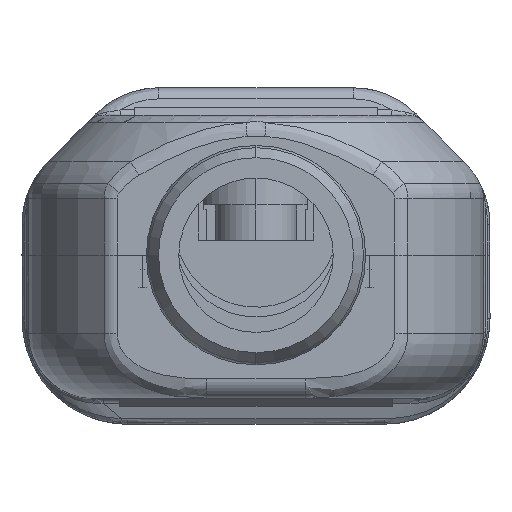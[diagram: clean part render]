
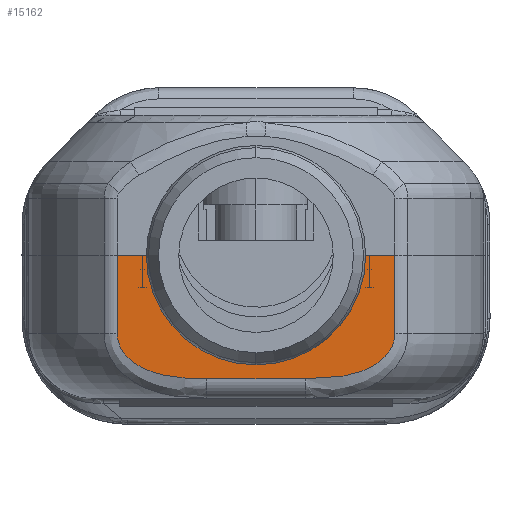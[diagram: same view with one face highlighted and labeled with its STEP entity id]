
A CAD part, left-side view. The second image highlights one B-rep face of the part: STEP entity #15162.
In plain terms, the highlighted planar face has unit normal (-1, 0, 0).
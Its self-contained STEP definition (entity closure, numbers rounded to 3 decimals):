
#15023 = EDGE_CURVE ( 'NONE', #15033, #17013, #28901, .T. ) ;
#15030 = ORIENTED_EDGE ( 'NONE', *, *, #15031, .T. ) ;
#15031 = EDGE_CURVE ( 'NONE', #15035, #15033, #29038, .T. ) ;
#15033 = VERTEX_POINT ( 'NONE', #29037 ) ;
#15035 = VERTEX_POINT ( 'NONE', #28316 ) ;
#15116 = ORIENTED_EDGE ( 'NONE', *, *, #15023, .T. ) ;
#15117 = ORIENTED_EDGE ( 'NONE', *, *, #17017, .T. ) ;
#15118 = ORIENTED_EDGE ( 'NONE', *, *, #15120, .F. ) ;
#15120 = EDGE_CURVE ( 'NONE', #16789, #17032, #29479, .T. ) ;
#15130 = ORIENTED_EDGE ( 'NONE', *, *, #16661, .T. ) ;
#15154 = ORIENTED_EDGE ( 'NONE', *, *, #15156, .T. ) ;
#15156 = EDGE_CURVE ( 'NONE', #15158, #15035, #29814, .T. ) ;
#15157 = EDGE_CURVE ( 'NONE', #15161, #15158, #29915, .T. ) ;
#15158 = VERTEX_POINT ( 'NONE', #29914 ) ;
#15159 = ORIENTED_EDGE ( 'NONE', *, *, #15160, .T. ) ;
#15160 = EDGE_CURVE ( 'NONE', #16799, #15161, #29989, .T. ) ;
#15161 = VERTEX_POINT ( 'NONE', #29985 ) ;
#15162 = ADVANCED_FACE ( 'NONE', ( #29984 ), #29800, .F. ) ;
#15223 = EDGE_LOOP ( 'NONE', ( #15130, #15159, #15241, #15154, #15030, #15116, #15117, #15118 ) ) ;
#15241 = ORIENTED_EDGE ( 'NONE', *, *, #15157, .T. ) ;
#16661 = EDGE_CURVE ( 'NONE', #16789, #16799, #25649, .T. ) ;
#16789 = VERTEX_POINT ( 'NONE', #26234 ) ;
#16799 = VERTEX_POINT ( 'NONE', #26080 ) ;
#17013 = VERTEX_POINT ( 'NONE', #28540 ) ;
#17017 = EDGE_CURVE ( 'NONE', #17013, #17032, #28462, .T. ) ;
#17032 = VERTEX_POINT ( 'NONE', #28496 ) ;
#25645 = DIRECTION ( 'NONE',  ( 0., 1., 0. ) ) ;
#25647 = VECTOR ( 'NONE', #25645, 1000. ) ;
#25648 = CARTESIAN_POINT ( 'NONE',  ( -57.6, 12.447, 0. ) ) ;
#25649 = LINE ( 'NONE', #25648, #25647 ) ;
#26080 = CARTESIAN_POINT ( 'NONE',  ( -57.6, 8.551, 0. ) ) ;
#26234 = CARTESIAN_POINT ( 'NONE',  ( -57.6, 6., 0. ) ) ;
#28316 = CARTESIAN_POINT ( 'NONE',  ( -57.6, -3.045, -7.6 ) ) ;
#28462 = LINE ( 'NONE', #28485, #28483 ) ;
#28482 = DIRECTION ( 'NONE',  ( 0., 1., 0. ) ) ;
#28483 = VECTOR ( 'NONE', #28482, 1000. ) ;
#28485 = CARTESIAN_POINT ( 'NONE',  ( -57.6, 12.447, 0. ) ) ;
#28496 = CARTESIAN_POINT ( 'NONE',  ( -57.6, -6., 0. ) ) ;
#28540 = CARTESIAN_POINT ( 'NONE',  ( -57.6, -8.551, 0. ) ) ;
#28896 = DIRECTION ( 'NONE',  ( 0., 0., 1. ) ) ;
#28898 = VECTOR ( 'NONE', #28896, 1000. ) ;
#28899 = CARTESIAN_POINT ( 'NONE',  ( -57.6, -8.551, -30. ) ) ;
#28901 = LINE ( 'NONE', #28899, #28898 ) ;
#29020 = CARTESIAN_POINT ( 'NONE',  ( -57.6, -3.045, -7.6 ) ) ;
#29035 = CARTESIAN_POINT ( 'NONE',  ( -57.6, -4.168, -7.585 ) ) ;
#29036 = CARTESIAN_POINT ( 'NONE',  ( -57.6, -3.607, -7.6 ) ) ;
#29037 = CARTESIAN_POINT ( 'NONE',  ( -57.6, -8.551, -4.8 ) ) ;
#29038 = B_SPLINE_CURVE_WITH_KNOTS ( 'NONE', 3,
 ( #29020, #29036, #29035, #29096, #29094, #29093, #29091, #29090, #29089, #29088, #29087, #29086, #29085, #29083, #29081, #29079, #29077, #29075, #29074, #29073 ),
 .UNSPECIFIED., .F., .F.,
 ( 4, 2, 2, 2, 2, 2, 2, 2, 2, 4 ),
 ( 0.013, 0.015, 0.016, 0.016, 0.017, 0.018, 0.019, 0.019, 0.019, 0.02 ),
 .UNSPECIFIED. ) ;
#29073 = CARTESIAN_POINT ( 'NONE',  ( -57.6, -8.551, -4.8 ) ) ;
#29074 = CARTESIAN_POINT ( 'NONE',  ( -57.6, -8.551, -4.945 ) ) ;
#29075 = CARTESIAN_POINT ( 'NONE',  ( -57.6, -8.534, -5.087 ) ) ;
#29077 = CARTESIAN_POINT ( 'NONE',  ( -57.6, -8.47, -5.365 ) ) ;
#29079 = CARTESIAN_POINT ( 'NONE',  ( -57.6, -8.421, -5.502 ) ) ;
#29081 = CARTESIAN_POINT ( 'NONE',  ( -57.6, -8.299, -5.762 ) ) ;
#29083 = CARTESIAN_POINT ( 'NONE',  ( -57.6, -8.225, -5.885 ) ) ;
#29085 = CARTESIAN_POINT ( 'NONE',  ( -57.6, -8.055, -6.117 ) ) ;
#29086 = CARTESIAN_POINT ( 'NONE',  ( -57.6, -7.96, -6.226 ) ) ;
#29087 = CARTESIAN_POINT ( 'NONE',  ( -57.6, -7.654, -6.525 ) ) ;
#29088 = CARTESIAN_POINT ( 'NONE',  ( -57.6, -7.419, -6.695 ) ) ;
#29089 = CARTESIAN_POINT ( 'NONE',  ( -57.6, -6.921, -6.977 ) ) ;
#29090 = CARTESIAN_POINT ( 'NONE',  ( -57.6, -6.661, -7.09 ) ) ;
#29091 = CARTESIAN_POINT ( 'NONE',  ( -57.6, -6.122, -7.275 ) ) ;
#29093 = CARTESIAN_POINT ( 'NONE',  ( -57.6, -5.842, -7.348 ) ) ;
#29094 = CARTESIAN_POINT ( 'NONE',  ( -57.6, -5.286, -7.459 ) ) ;
#29096 = CARTESIAN_POINT ( 'NONE',  ( -57.6, -5.007, -7.499 ) ) ;
#29475 = DIRECTION ( 'NONE',  ( 0., -1., 0. ) ) ;
#29476 = DIRECTION ( 'NONE',  ( -1., 0., 0. ) ) ;
#29477 = CARTESIAN_POINT ( 'NONE',  ( -57.6, 0., 0. ) ) ;
#29478 = AXIS2_PLACEMENT_3D ( 'NONE', #29477, #29476, #29475 ) ;
#29479 = CIRCLE ( 'NONE', #29478, 6. ) ;
#29793 = DIRECTION ( 'NONE',  ( 0., 1., 0. ) ) ;
#29794 = DIRECTION ( 'NONE',  ( 1., 0., 0. ) ) ;
#29795 = CARTESIAN_POINT ( 'NONE',  ( -57.6, 12.447, -30. ) ) ;
#29796 = AXIS2_PLACEMENT_3D ( 'NONE', #29795, #29794, #29793 ) ;
#29800 = PLANE ( 'NONE',  #29796 ) ;
#29814 = LINE ( 'NONE', #29918, #29917 ) ;
#29914 = CARTESIAN_POINT ( 'NONE',  ( -57.6, 3.045, -7.6 ) ) ;
#29915 = B_SPLINE_CURVE_WITH_KNOTS ( 'NONE', 3,
 ( #29982, #29981, #29980, #29962, #29961, #29960, #29959, #29977, #29976, #29975, #29974, #29973, #29972, #29971, #29970, #29969, #29968, #29967 ),
 .UNSPECIFIED., .F., .F.,
 ( 4, 2, 2, 2, 2, 2, 2, 2, 4 ),
 ( 0., 0., 0.001, 0.001, 0.002, 0.003, 0.003, 0.005, 0.007 ),
 .UNSPECIFIED. ) ;
#29916 = DIRECTION ( 'NONE',  ( 0., -1., 0. ) ) ;
#29917 = VECTOR ( 'NONE', #29916, 1000. ) ;
#29918 = CARTESIAN_POINT ( 'NONE',  ( -57.6, 12.447, -7.6 ) ) ;
#29959 = CARTESIAN_POINT ( 'NONE',  ( -57.6, 8.226, -5.882 ) ) ;
#29960 = CARTESIAN_POINT ( 'NONE',  ( -57.6, 8.301, -5.758 ) ) ;
#29961 = CARTESIAN_POINT ( 'NONE',  ( -57.6, 8.422, -5.5 ) ) ;
#29962 = CARTESIAN_POINT ( 'NONE',  ( -57.6, 8.469, -5.366 ) ) ;
#29967 = CARTESIAN_POINT ( 'NONE',  ( -57.6, 3.045, -7.6 ) ) ;
#29968 = CARTESIAN_POINT ( 'NONE',  ( -57.6, 3.612, -7.6 ) ) ;
#29969 = CARTESIAN_POINT ( 'NONE',  ( -57.6, 4.179, -7.585 ) ) ;
#29970 = CARTESIAN_POINT ( 'NONE',  ( -57.6, 5.305, -7.467 ) ) ;
#29971 = CARTESIAN_POINT ( 'NONE',  ( -57.6, 5.87, -7.364 ) ) ;
#29972 = CARTESIAN_POINT ( 'NONE',  ( -57.6, 6.674, -7.085 ) ) ;
#29973 = CARTESIAN_POINT ( 'NONE',  ( -57.6, 6.938, -6.969 ) ) ;
#29974 = CARTESIAN_POINT ( 'NONE',  ( -57.6, 7.429, -6.688 ) ) ;
#29975 = CARTESIAN_POINT ( 'NONE',  ( -57.6, 7.66, -6.52 ) ) ;
#29976 = CARTESIAN_POINT ( 'NONE',  ( -57.6, 7.966, -6.219 ) ) ;
#29977 = CARTESIAN_POINT ( 'NONE',  ( -57.6, 8.059, -6.112 ) ) ;
#29980 = CARTESIAN_POINT ( 'NONE',  ( -57.6, 8.534, -5.088 ) ) ;
#29981 = CARTESIAN_POINT ( 'NONE',  ( -57.6, 8.551, -4.944 ) ) ;
#29982 = CARTESIAN_POINT ( 'NONE',  ( -57.6, 8.551, -4.8 ) ) ;
#29984 = FACE_OUTER_BOUND ( 'NONE', #15223, .T. ) ;
#29985 = CARTESIAN_POINT ( 'NONE',  ( -57.6, 8.551, -4.8 ) ) ;
#29986 = DIRECTION ( 'NONE',  ( 0., 0., -1. ) ) ;
#29987 = VECTOR ( 'NONE', #29986, 1000. ) ;
#29988 = CARTESIAN_POINT ( 'NONE',  ( -57.6, 8.551, -30. ) ) ;
#29989 = LINE ( 'NONE', #29988, #29987 ) ;
